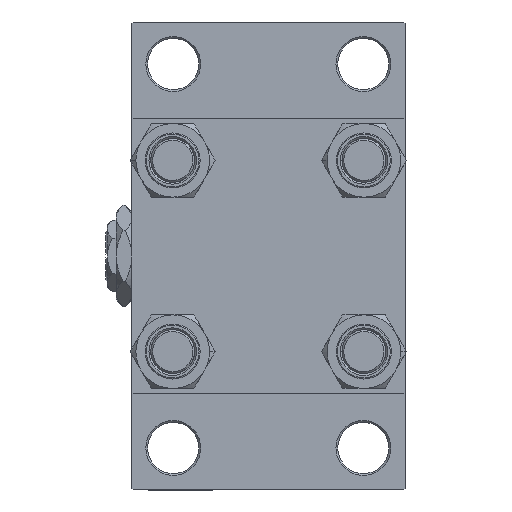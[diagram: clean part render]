
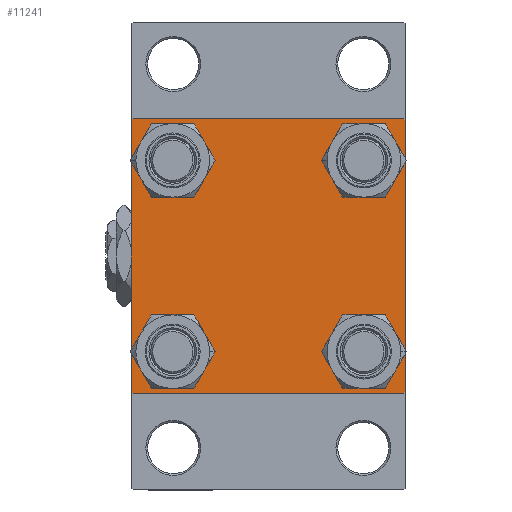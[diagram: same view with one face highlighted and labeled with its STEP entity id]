
A CAD part, left-side view. The second image highlights one B-rep face of the part: STEP entity #11241.
In plain terms, the highlighted planar face has unit normal (-1, 0, 0).
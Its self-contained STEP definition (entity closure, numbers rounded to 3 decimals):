
#242 = VERTEX_POINT ( 'NONE', #36275 ) ;
#412 = LINE ( 'NONE', #3897, #8102 ) ;
#693 = VERTEX_POINT ( 'NONE', #28803 ) ;
#984 = CARTESIAN_POINT ( 'NONE',  ( 0., -37.5, 37.5 ) ) ;
#1201 = CARTESIAN_POINT ( 'NONE',  ( 0., 26.15, 19.65 ) ) ;
#2562 = DIRECTION ( 'NONE',  ( 1., 0., 0. ) ) ;
#2763 = EDGE_LOOP ( 'NONE', ( #38331, #13621 ) ) ;
#2767 = CIRCLE ( 'NONE', #14632, 6.5 ) ;
#3671 = CIRCLE ( 'NONE', #7663, 6.5 ) ;
#3897 = CARTESIAN_POINT ( 'NONE',  ( 0., 37.5, 37.5 ) ) ;
#4740 = CIRCLE ( 'NONE', #32437, 6.5 ) ;
#4843 = ORIENTED_EDGE ( 'NONE', *, *, #25445, .T. ) ;
#5353 = LINE ( 'NONE', #42481, #18206 ) ;
#5744 = VERTEX_POINT ( 'NONE', #13122 ) ;
#5758 = CIRCLE ( 'NONE', #22352, 6.5 ) ;
#6316 = CIRCLE ( 'NONE', #43468, 6.5 ) ;
#7056 = AXIS2_PLACEMENT_3D ( 'NONE', #37036, #40500, #7110 ) ;
#7110 = DIRECTION ( 'NONE',  ( 0., 0., 1. ) ) ;
#7473 = LINE ( 'NONE', #8210, #24437 ) ;
#7581 = DIRECTION ( 'NONE',  ( 0., -0.707, -0.707 ) ) ;
#7663 = AXIS2_PLACEMENT_3D ( 'NONE', #8902, #39062, #10122 ) ;
#8102 = VECTOR ( 'NONE', #18559, 1000. ) ;
#8210 = CARTESIAN_POINT ( 'NONE',  ( 0., 37.5, 37.5 ) ) ;
#8902 = CARTESIAN_POINT ( 'NONE',  ( 0., -26.15, -26.15 ) ) ;
#9739 = ORIENTED_EDGE ( 'NONE', *, *, #29202, .T. ) ;
#9859 = VERTEX_POINT ( 'NONE', #38173 ) ;
#9966 = VERTEX_POINT ( 'NONE', #34711 ) ;
#10122 = DIRECTION ( 'NONE',  ( 0., 0., 1. ) ) ;
#11158 = VERTEX_POINT ( 'NONE', #31635 ) ;
#11241 = ADVANCED_FACE ( 'NONE', ( #26159, #21970, #47921, #17773, #44465 ), #14044, .T. ) ;
#11874 = EDGE_CURVE ( 'NONE', #9859, #9966, #7473, .T. ) ;
#11925 = EDGE_CURVE ( 'NONE', #21314, #41118, #16636, .T. ) ;
#12422 = CARTESIAN_POINT ( 'NONE',  ( 0., -26.15, 26.15 ) ) ;
#12657 = CIRCLE ( 'NONE', #40284, 6.5 ) ;
#12981 = EDGE_LOOP ( 'NONE', ( #39947, #36455 ) ) ;
#13122 = CARTESIAN_POINT ( 'NONE',  ( 0., 26.15, -32.65 ) ) ;
#13199 = VERTEX_POINT ( 'NONE', #17611 ) ;
#13621 = ORIENTED_EDGE ( 'NONE', *, *, #44039, .T. ) ;
#13824 = EDGE_CURVE ( 'NONE', #24727, #21314, #5353, .T. ) ;
#13968 = CARTESIAN_POINT ( 'NONE',  ( 0., -26.15, -26.15 ) ) ;
#14044 = PLANE ( 'NONE',  #7056 ) ;
#14331 = ORIENTED_EDGE ( 'NONE', *, *, #44190, .T. ) ;
#14432 = EDGE_LOOP ( 'NONE', ( #4843, #9739 ) ) ;
#14632 = AXIS2_PLACEMENT_3D ( 'NONE', #15879, #45313, #19105 ) ;
#14951 = DIRECTION ( 'NONE',  ( 0., 0., 1. ) ) ;
#15233 = ORIENTED_EDGE ( 'NONE', *, *, #37823, .T. ) ;
#15344 = ORIENTED_EDGE ( 'NONE', *, *, #27686, .T. ) ;
#15879 = CARTESIAN_POINT ( 'NONE',  ( 0., 26.15, 26.15 ) ) ;
#16038 = CARTESIAN_POINT ( 'NONE',  ( 0., 26.15, 26.15 ) ) ;
#16152 = DIRECTION ( 'NONE',  ( 1., 0., 0. ) ) ;
#16636 = LINE ( 'NONE', #42827, #31580 ) ;
#17017 = EDGE_CURVE ( 'NONE', #242, #9859, #23769, .T. ) ;
#17027 = DIRECTION ( 'NONE',  ( 0., -1., 0. ) ) ;
#17187 = VECTOR ( 'NONE', #29415, 1000. ) ;
#17611 = CARTESIAN_POINT ( 'NONE',  ( 0., -26.15, 19.65 ) ) ;
#17702 = DIRECTION ( 'NONE',  ( 0., 0., 1. ) ) ;
#17773 = FACE_BOUND ( 'NONE', #14432, .T. ) ;
#18085 = DIRECTION ( 'NONE',  ( 0., 0., 1. ) ) ;
#18206 = VECTOR ( 'NONE', #17027, 1000. ) ;
#18559 = DIRECTION ( 'NONE',  ( 0., -1., 0. ) ) ;
#18570 = DIRECTION ( 'NONE',  ( 1., 0., 0. ) ) ;
#19105 = DIRECTION ( 'NONE',  ( 0., 0., 1. ) ) ;
#19870 = DIRECTION ( 'NONE',  ( 0., 0., 1. ) ) ;
#20103 = EDGE_CURVE ( 'NONE', #42319, #5744, #5758, .T. ) ;
#21014 = ORIENTED_EDGE ( 'NONE', *, *, #17017, .T. ) ;
#21111 = EDGE_LOOP ( 'NONE', ( #37168, #15344, #31655, #22333, #27914, #15233, #23066, #21014 ) ) ;
#21314 = VERTEX_POINT ( 'NONE', #34305 ) ;
#21970 = FACE_BOUND ( 'NONE', #2763, .T. ) ;
#22333 = ORIENTED_EDGE ( 'NONE', *, *, #11925, .T. ) ;
#22352 = AXIS2_PLACEMENT_3D ( 'NONE', #41300, #18570, #18085 ) ;
#23066 = ORIENTED_EDGE ( 'NONE', *, *, #23322, .F. ) ;
#23322 = EDGE_CURVE ( 'NONE', #242, #29366, #412, .T. ) ;
#23769 = LINE ( 'NONE', #35371, #26201 ) ;
#24158 = CIRCLE ( 'NONE', #40706, 6.5 ) ;
#24437 = VECTOR ( 'NONE', #45078, 1000. ) ;
#24727 = VERTEX_POINT ( 'NONE', #31825 ) ;
#25421 = CARTESIAN_POINT ( 'NONE',  ( 0., -37., 37.5 ) ) ;
#25445 = EDGE_CURVE ( 'NONE', #48587, #46896, #35039, .T. ) ;
#26159 = FACE_BOUND ( 'NONE', #26638, .T. ) ;
#26201 = VECTOR ( 'NONE', #35630, 1000. ) ;
#26390 = LINE ( 'NONE', #41470, #43013 ) ;
#26471 = DIRECTION ( 'NONE',  ( 1., 0., 0. ) ) ;
#26638 = EDGE_LOOP ( 'NONE', ( #28165, #14331 ) ) ;
#26762 = LINE ( 'NONE', #984, #28965 ) ;
#26800 = CARTESIAN_POINT ( 'NONE',  ( 0., -26.15, 32.65 ) ) ;
#27406 = DIRECTION ( 'NONE',  ( 0., 0., 1. ) ) ;
#27457 = DIRECTION ( 'NONE',  ( 0., 0., 1. ) ) ;
#27686 = EDGE_CURVE ( 'NONE', #9966, #24727, #26390, .T. ) ;
#27914 = ORIENTED_EDGE ( 'NONE', *, *, #35504, .F. ) ;
#28165 = ORIENTED_EDGE ( 'NONE', *, *, #30867, .T. ) ;
#28803 = CARTESIAN_POINT ( 'NONE',  ( 0., -37.5, 37. ) ) ;
#28914 = CARTESIAN_POINT ( 'NONE',  ( 0., -26.15, -19.65 ) ) ;
#28965 = VECTOR ( 'NONE', #37879, 1000. ) ;
#29202 = EDGE_CURVE ( 'NONE', #46896, #48587, #2767, .T. ) ;
#29219 = CARTESIAN_POINT ( 'NONE',  ( 0., -37.5, -37. ) ) ;
#29366 = VERTEX_POINT ( 'NONE', #25421 ) ;
#29415 = DIRECTION ( 'NONE',  ( 0., 0.707, 0.707 ) ) ;
#30867 = EDGE_CURVE ( 'NONE', #43480, #13199, #24158, .T. ) ;
#31112 = DIRECTION ( 'NONE',  ( 1., 0., 0. ) ) ;
#31580 = VECTOR ( 'NONE', #35154, 1000. ) ;
#31635 = CARTESIAN_POINT ( 'NONE',  ( 0., -26.15, -32.65 ) ) ;
#31655 = ORIENTED_EDGE ( 'NONE', *, *, #13824, .T. ) ;
#31825 = CARTESIAN_POINT ( 'NONE',  ( 0., 37., -37.5 ) ) ;
#32437 = AXIS2_PLACEMENT_3D ( 'NONE', #38074, #26471, #27457 ) ;
#33263 = DIRECTION ( 'NONE',  ( 1., 0., 0. ) ) ;
#34305 = CARTESIAN_POINT ( 'NONE',  ( 0., -37., -37.5 ) ) ;
#34711 = CARTESIAN_POINT ( 'NONE',  ( 0., 37.5, -37. ) ) ;
#35039 = CIRCLE ( 'NONE', #35820, 6.5 ) ;
#35154 = DIRECTION ( 'NONE',  ( 0., -0.707, 0.707 ) ) ;
#35371 = CARTESIAN_POINT ( 'NONE',  ( 0., 37.25, 37.25 ) ) ;
#35504 = EDGE_CURVE ( 'NONE', #693, #41118, #26762, .T. ) ;
#35630 = DIRECTION ( 'NONE',  ( 0., 0.707, -0.707 ) ) ;
#35820 = AXIS2_PLACEMENT_3D ( 'NONE', #16038, #31112, #27406 ) ;
#36275 = CARTESIAN_POINT ( 'NONE',  ( 0., 37., 37.5 ) ) ;
#36455 = ORIENTED_EDGE ( 'NONE', *, *, #45099, .T. ) ;
#36713 = EDGE_CURVE ( 'NONE', #36812, #11158, #3671, .T. ) ;
#36812 = VERTEX_POINT ( 'NONE', #28914 ) ;
#37036 = CARTESIAN_POINT ( 'NONE',  ( 0., 0., 0. ) ) ;
#37168 = ORIENTED_EDGE ( 'NONE', *, *, #11874, .T. ) ;
#37237 = CARTESIAN_POINT ( 'NONE',  ( 0., 26.15, 32.65 ) ) ;
#37440 = CARTESIAN_POINT ( 'NONE',  ( 0., -26.15, 26.15 ) ) ;
#37823 = EDGE_CURVE ( 'NONE', #693, #29366, #48208, .T. ) ;
#37879 = DIRECTION ( 'NONE',  ( 0., 0., -1. ) ) ;
#38074 = CARTESIAN_POINT ( 'NONE',  ( 0., 26.15, -26.15 ) ) ;
#38173 = CARTESIAN_POINT ( 'NONE',  ( 0., 37.5, 37. ) ) ;
#38331 = ORIENTED_EDGE ( 'NONE', *, *, #36713, .T. ) ;
#39062 = DIRECTION ( 'NONE',  ( 1., 0., 0. ) ) ;
#39947 = ORIENTED_EDGE ( 'NONE', *, *, #20103, .T. ) ;
#40284 = AXIS2_PLACEMENT_3D ( 'NONE', #37440, #33263, #14951 ) ;
#40500 = DIRECTION ( 'NONE',  ( -1., 0., 0. ) ) ;
#40706 = AXIS2_PLACEMENT_3D ( 'NONE', #12422, #16152, #19870 ) ;
#41118 = VERTEX_POINT ( 'NONE', #29219 ) ;
#41300 = CARTESIAN_POINT ( 'NONE',  ( 0., 26.15, -26.15 ) ) ;
#41470 = CARTESIAN_POINT ( 'NONE',  ( 0., 37.25, -37.25 ) ) ;
#42319 = VERTEX_POINT ( 'NONE', #43141 ) ;
#42481 = CARTESIAN_POINT ( 'NONE',  ( 0., 37.5, -37.5 ) ) ;
#42827 = CARTESIAN_POINT ( 'NONE',  ( 0., -37.25, -37.25 ) ) ;
#43013 = VECTOR ( 'NONE', #7581, 1000. ) ;
#43141 = CARTESIAN_POINT ( 'NONE',  ( 0., 26.15, -19.65 ) ) ;
#43468 = AXIS2_PLACEMENT_3D ( 'NONE', #13968, #2562, #17702 ) ;
#43480 = VERTEX_POINT ( 'NONE', #26800 ) ;
#44039 = EDGE_CURVE ( 'NONE', #11158, #36812, #6316, .T. ) ;
#44190 = EDGE_CURVE ( 'NONE', #13199, #43480, #12657, .T. ) ;
#44264 = CARTESIAN_POINT ( 'NONE',  ( 0., -37.25, 37.25 ) ) ;
#44465 = FACE_OUTER_BOUND ( 'NONE', #21111, .T. ) ;
#45078 = DIRECTION ( 'NONE',  ( 0., 0., -1. ) ) ;
#45099 = EDGE_CURVE ( 'NONE', #5744, #42319, #4740, .T. ) ;
#45313 = DIRECTION ( 'NONE',  ( 1., 0., 0. ) ) ;
#46896 = VERTEX_POINT ( 'NONE', #1201 ) ;
#47921 = FACE_BOUND ( 'NONE', #12981, .T. ) ;
#48208 = LINE ( 'NONE', #44264, #17187 ) ;
#48587 = VERTEX_POINT ( 'NONE', #37237 ) ;
